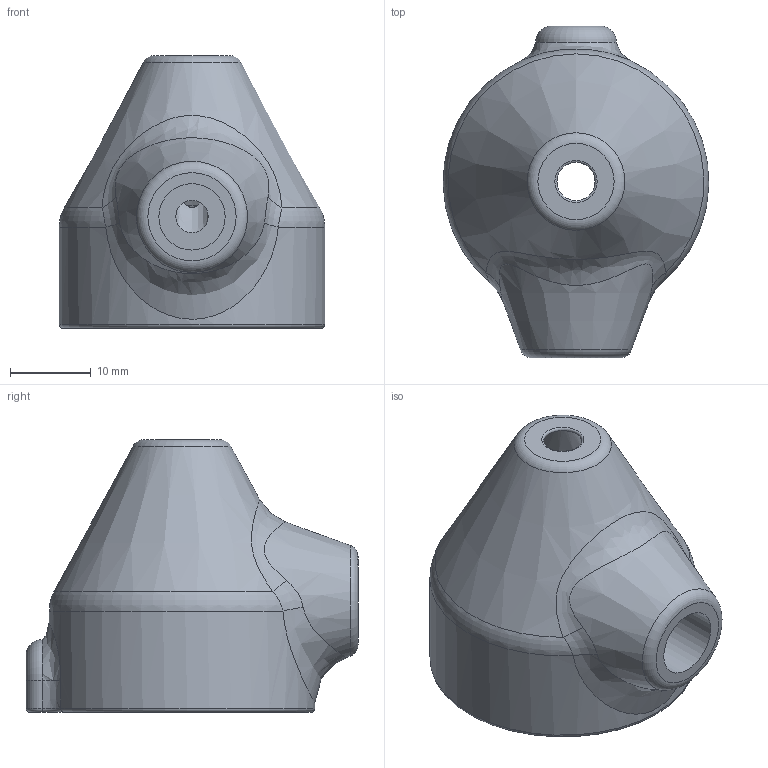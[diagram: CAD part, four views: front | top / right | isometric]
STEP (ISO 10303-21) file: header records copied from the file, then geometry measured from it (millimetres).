
FILE_DESCRIPTION(/* description */ (''),/* implementation_level */ '2;1');
FILE_NAME(/* name */ 'K40Nozzle.stp',/* time_stamp */ '2017-01-02T12:41:25-06:00',/* author */ (''),/* organization */ (''),/* preprocessor_version */ 'ST-DEVELOPER v16.5',/* originating_system */ 'Autodesk Translation Framework v5.2.0.2920',/* authorisation */ '');
FILE_SCHEMA (('AUTOMOTIVE_DESIGN { 1 0 10303 214 3 1 1 }'));
Length unit declared in the file: millimetre
Products named in the file (1): Nozzle
Bounding box: 32.79 x 41 x 33.65 mm (x, y, z)
Volume: 9505.5 mm3; surface area: 6150.2 mm2
Topology: 1 solids, 1 shells, 42 faces, 97 edges, 58 vertices
Faces by surface type: torus 12, bspline 10, cylinder 10, plane 7, cone 3
Full cylindrical faces by diameter (mm): 3.3 x1, 4.8 x1, 8.2 x1, 24.8 x1, 26.8 x1, 32.8 x1
Entity records: 1838 total; most frequent: CARTESIAN_POINT 1002, DIRECTION 166, ORIENTED_EDGE 146, AXIS2_PLACEMENT_3D 79, EDGE_CURVE 73, EDGE_LOOP 66, VERTEX_POINT 51, CIRCLE 44
